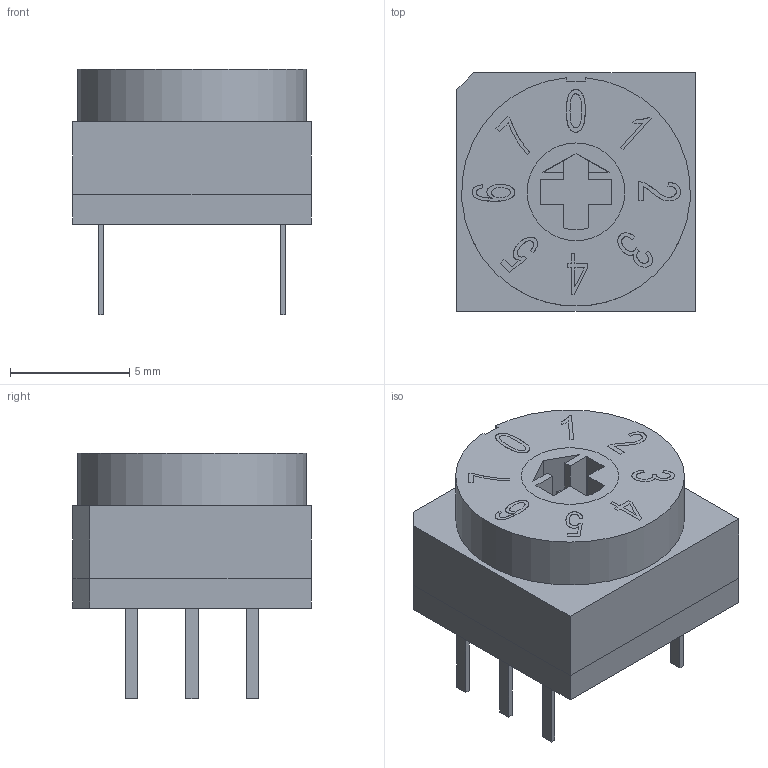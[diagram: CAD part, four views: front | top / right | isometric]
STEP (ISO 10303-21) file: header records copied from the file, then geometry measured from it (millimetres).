
FILE_DESCRIPTION(/* description */ (''),/* implementation_level */ '2;1');
FILE_NAME(/* name */ 'RDTCx08P1x.stp',/* time_stamp */ '2025-06-03T11:39:12-05:00',/* author */ ('mroman'),/* organization */ (''),/* preprocessor_version */ 'ST-DEVELOPER v18.1',/* originating_system */ 'Autodesk Inventor 2022',/* authorisation */ '');
FILE_SCHEMA (('AUTOMOTIVE_DESIGN { 1 0 10303 214 3 1 1 }'));
Length unit declared in the file: centimetre
Products named in the file (1): RDTCx08P1x
Bounding box: 10 x 10 x 10.3 mm (x, y, z)
Volume: 576.6 mm3; surface area: 504.6 mm2
Topology: 1 solids, 1 shells, 173 faces, 449 edges, 298 vertices
Faces by surface type: plane 115, bspline 56, cylinder 2
Entity records: 5523 total; most frequent: CARTESIAN_POINT 1625, ORIENTED_EDGE 898, DIRECTION 578, EDGE_CURVE 449, LINE 332, VECTOR 332, VERTEX_POINT 298, EDGE_LOOP 193
